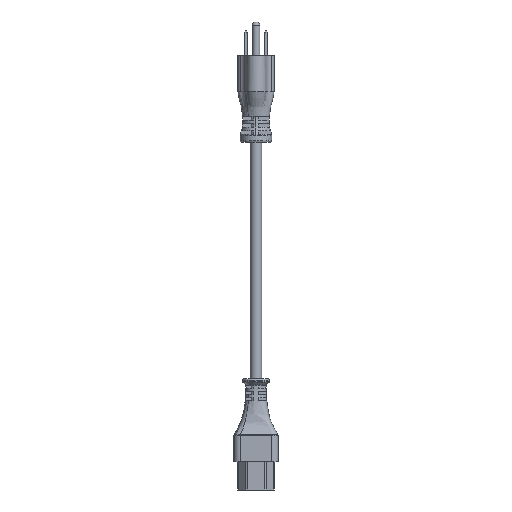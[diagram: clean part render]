
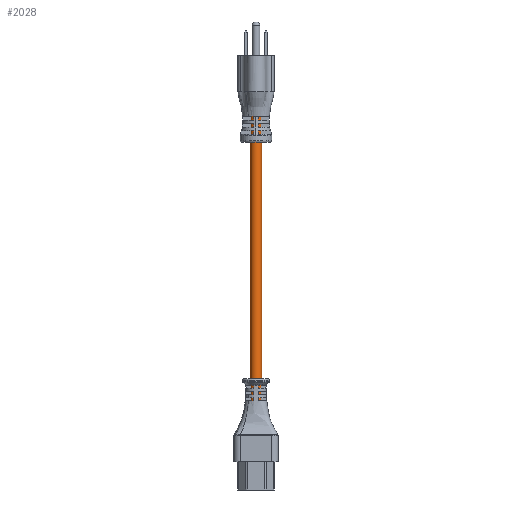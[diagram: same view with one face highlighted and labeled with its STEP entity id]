
A CAD part, front view. The second image highlights one B-rep face of the part: STEP entity #2028.
In plain terms, the highlighted cylindrical face has radius 3.683 mm (diameter 7.366 mm), a partial arc.
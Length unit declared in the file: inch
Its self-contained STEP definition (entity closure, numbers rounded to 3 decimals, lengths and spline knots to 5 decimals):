
#183 = DIRECTION ( 'NONE',  ( 0., 0., -1. ) ) ;
#276 = EDGE_CURVE ( 'NONE', #5049, #6421, #5339, .T. ) ;
#546 = VECTOR ( 'NONE', #6541, 39.37008 ) ;
#676 = EDGE_CURVE ( 'NONE', #6826, #5049, #6635, .T. ) ;
#699 = CARTESIAN_POINT ( 'NONE',  ( 0., 0.11492, 0. ) ) ;
#1140 = CIRCLE ( 'NONE', #6584, 0.145 ) ;
#1174 = CARTESIAN_POINT ( 'NONE',  ( 0., 0.11492, 7.11323 ) ) ;
#1471 = AXIS2_PLACEMENT_3D ( 'NONE', #699, #5464, #4734 ) ;
#1525 = VERTEX_POINT ( 'NONE', #9687 ) ;
#1992 = DIRECTION ( 'NONE',  ( -1., 0., 0. ) ) ;
#2028 = ADVANCED_FACE ( 'NONE', ( #2923 ), #10112, .T. ) ;
#2459 = EDGE_CURVE ( 'NONE', #1525, #6826, #1140, .T. ) ;
#2497 = VECTOR ( 'NONE', #183, 39.37008 ) ;
#2923 = FACE_OUTER_BOUND ( 'NONE', #3490, .T. ) ;
#3490 = EDGE_LOOP ( 'NONE', ( #4842, #8920, #8512, #5274 ) ) ;
#4518 = CARTESIAN_POINT ( 'NONE',  ( 0., 0.11492, 7.52335 ) ) ;
#4734 = DIRECTION ( 'NONE',  ( 1., 0., 0. ) ) ;
#4842 = ORIENTED_EDGE ( 'NONE', *, *, #7865, .F. ) ;
#4953 = CARTESIAN_POINT ( 'NONE',  ( 0.145, 0.11492, 7.52335 ) ) ;
#5049 = VERTEX_POINT ( 'NONE', #8332 ) ;
#5064 = CARTESIAN_POINT ( 'NONE',  ( -0.145, 0.11492, 7.52335 ) ) ;
#5274 = ORIENTED_EDGE ( 'NONE', *, *, #276, .T. ) ;
#5339 = CIRCLE ( 'NONE', #1471, 0.145 ) ;
#5351 = DIRECTION ( 'NONE',  ( 0., 0., -1. ) ) ;
#5464 = DIRECTION ( 'NONE',  ( 0., 0., 1. ) ) ;
#6421 = VERTEX_POINT ( 'NONE', #10017 ) ;
#6541 = DIRECTION ( 'NONE',  ( 0., 0., -1. ) ) ;
#6584 = AXIS2_PLACEMENT_3D ( 'NONE', #1174, #6757, #1992 ) ;
#6635 = LINE ( 'NONE', #5064, #546 ) ;
#6721 = LINE ( 'NONE', #4953, #2497 ) ;
#6757 = DIRECTION ( 'NONE',  ( 0., 0., -1. ) ) ;
#6826 = VERTEX_POINT ( 'NONE', #8765 ) ;
#7865 = EDGE_CURVE ( 'NONE', #1525, #6421, #6721, .T. ) ;
#8332 = CARTESIAN_POINT ( 'NONE',  ( -0.145, 0.11492, 0. ) ) ;
#8512 = ORIENTED_EDGE ( 'NONE', *, *, #676, .T. ) ;
#8765 = CARTESIAN_POINT ( 'NONE',  ( -0.145, 0.11492, 7.11323 ) ) ;
#8920 = ORIENTED_EDGE ( 'NONE', *, *, #2459, .T. ) ;
#9307 = DIRECTION ( 'NONE',  ( -1., 0., 0. ) ) ;
#9618 = AXIS2_PLACEMENT_3D ( 'NONE', #4518, #5351, #9307 ) ;
#9687 = CARTESIAN_POINT ( 'NONE',  ( 0.145, 0.11492, 7.11323 ) ) ;
#10017 = CARTESIAN_POINT ( 'NONE',  ( 0.145, 0.11492, 0. ) ) ;
#10112 = CYLINDRICAL_SURFACE ( 'NONE', #9618, 0.145 ) ;
